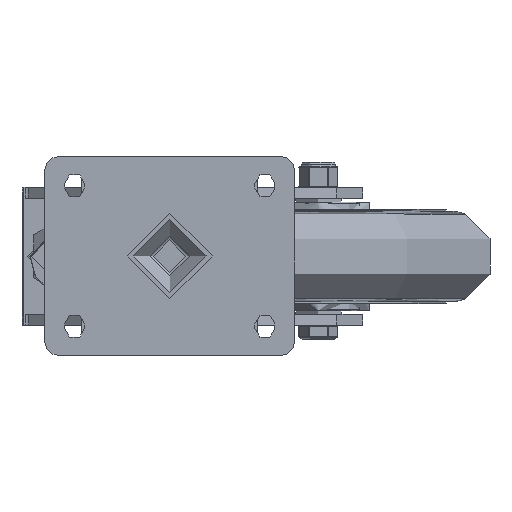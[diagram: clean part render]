
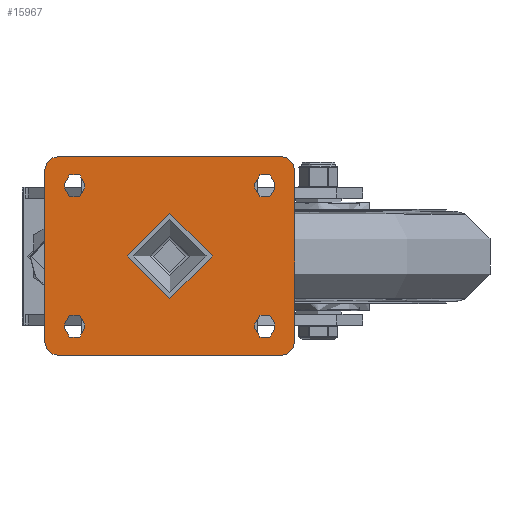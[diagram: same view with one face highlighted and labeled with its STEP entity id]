
A CAD part, top view. The second image highlights one B-rep face of the part: STEP entity #15967.
In plain terms, the highlighted planar face has unit normal (0, 0, 1).
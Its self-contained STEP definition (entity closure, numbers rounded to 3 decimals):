
#1450=FACE_BOUND('',#3088,.T.);
#1451=FACE_BOUND('',#3089,.T.);
#1452=FACE_BOUND('',#3090,.T.);
#1453=FACE_BOUND('',#3091,.T.);
#1454=FACE_BOUND('',#3092,.T.);
#1642=PLANE('',#17302);
#2095=FACE_OUTER_BOUND('',#3087,.T.);
#3087=EDGE_LOOP('',(#11005,#11006,#11007,#11008,#11009,#11010,#11011,#11012));
#3088=EDGE_LOOP('',(#11013));
#3089=EDGE_LOOP('',(#11014,#11015,#11016,#11017));
#3090=EDGE_LOOP('',(#11018,#11019,#11020,#11021));
#3091=EDGE_LOOP('',(#11022,#11023,#11024,#11025));
#3092=EDGE_LOOP('',(#11026,#11027,#11028,#11029));
#4225=LINE('',#22876,#5207);
#4229=LINE('',#22885,#5211);
#4232=LINE('',#22893,#5214);
#4235=LINE('',#22901,#5217);
#4239=LINE('',#22913,#5221);
#4241=LINE('',#22919,#5223);
#4245=LINE('',#22929,#5227);
#4247=LINE('',#22935,#5229);
#4251=LINE('',#22945,#5233);
#4253=LINE('',#22951,#5235);
#4257=LINE('',#22961,#5239);
#4259=LINE('',#22967,#5241);
#5207=VECTOR('',#18858,1000.);
#5211=VECTOR('',#18868,1000.);
#5214=VECTOR('',#18877,1000.);
#5217=VECTOR('',#18886,1000.);
#5221=VECTOR('',#18900,1000.);
#5223=VECTOR('',#18908,1000.);
#5227=VECTOR('',#18918,1000.);
#5229=VECTOR('',#18926,1000.);
#5233=VECTOR('',#18936,1000.);
#5235=VECTOR('',#18944,1000.);
#5239=VECTOR('',#18954,1000.);
#5241=VECTOR('',#18962,1000.);
#6179=CIRCLE('',#17234,23.5);
#6201=CIRCLE('',#17268,8.);
#6202=CIRCLE('',#17271,8.);
#6203=CIRCLE('',#17274,8.);
#6204=CIRCLE('',#17277,8.);
#6205=CIRCLE('',#17279,5.5);
#6206=CIRCLE('',#17282,5.5);
#6207=CIRCLE('',#17285,5.5);
#6208=CIRCLE('',#17288,5.5);
#6209=CIRCLE('',#17291,5.5);
#6210=CIRCLE('',#17294,5.5);
#6211=CIRCLE('',#17297,5.5);
#6212=CIRCLE('',#17300,5.5);
#6842=VERTEX_POINT('',#22793);
#6874=VERTEX_POINT('',#22873);
#6875=VERTEX_POINT('',#22875);
#6876=VERTEX_POINT('',#22879);
#6877=VERTEX_POINT('',#22883);
#6878=VERTEX_POINT('',#22887);
#6879=VERTEX_POINT('',#22891);
#6880=VERTEX_POINT('',#22895);
#6881=VERTEX_POINT('',#22899);
#6882=VERTEX_POINT('',#22905);
#6883=VERTEX_POINT('',#22907);
#6884=VERTEX_POINT('',#22911);
#6885=VERTEX_POINT('',#22915);
#6886=VERTEX_POINT('',#22921);
#6887=VERTEX_POINT('',#22923);
#6888=VERTEX_POINT('',#22927);
#6889=VERTEX_POINT('',#22931);
#6890=VERTEX_POINT('',#22937);
#6891=VERTEX_POINT('',#22939);
#6892=VERTEX_POINT('',#22943);
#6893=VERTEX_POINT('',#22947);
#6894=VERTEX_POINT('',#22953);
#6895=VERTEX_POINT('',#22955);
#6896=VERTEX_POINT('',#22959);
#6897=VERTEX_POINT('',#22963);
#8434=EDGE_CURVE('',#6842,#6842,#6179,.T.);
#8472=EDGE_CURVE('',#6874,#6875,#4225,.T.);
#8475=EDGE_CURVE('',#6876,#6874,#6201,.T.);
#8477=EDGE_CURVE('',#6877,#6876,#4229,.T.);
#8479=EDGE_CURVE('',#6878,#6877,#6202,.T.);
#8481=EDGE_CURVE('',#6879,#6878,#4232,.T.);
#8483=EDGE_CURVE('',#6880,#6879,#6203,.T.);
#8485=EDGE_CURVE('',#6881,#6880,#4235,.T.);
#8486=EDGE_CURVE('',#6881,#6875,#6204,.T.);
#8488=EDGE_CURVE('',#6883,#6882,#6205,.T.);
#8491=EDGE_CURVE('',#6882,#6884,#4239,.T.);
#8493=EDGE_CURVE('',#6884,#6885,#6206,.T.);
#8494=EDGE_CURVE('',#6885,#6883,#4241,.T.);
#8496=EDGE_CURVE('',#6887,#6886,#6207,.T.);
#8499=EDGE_CURVE('',#6886,#6888,#4245,.T.);
#8501=EDGE_CURVE('',#6888,#6889,#6208,.T.);
#8502=EDGE_CURVE('',#6889,#6887,#4247,.T.);
#8504=EDGE_CURVE('',#6891,#6890,#6209,.T.);
#8507=EDGE_CURVE('',#6890,#6892,#4251,.T.);
#8509=EDGE_CURVE('',#6892,#6893,#6210,.T.);
#8510=EDGE_CURVE('',#6893,#6891,#4253,.T.);
#8512=EDGE_CURVE('',#6895,#6894,#6211,.T.);
#8515=EDGE_CURVE('',#6894,#6896,#4257,.T.);
#8517=EDGE_CURVE('',#6896,#6897,#6212,.T.);
#8518=EDGE_CURVE('',#6897,#6895,#4259,.T.);
#11005=ORIENTED_EDGE('',*,*,#8486,.T.);
#11006=ORIENTED_EDGE('',*,*,#8472,.F.);
#11007=ORIENTED_EDGE('',*,*,#8475,.F.);
#11008=ORIENTED_EDGE('',*,*,#8477,.F.);
#11009=ORIENTED_EDGE('',*,*,#8479,.F.);
#11010=ORIENTED_EDGE('',*,*,#8481,.F.);
#11011=ORIENTED_EDGE('',*,*,#8483,.F.);
#11012=ORIENTED_EDGE('',*,*,#8485,.F.);
#11013=ORIENTED_EDGE('',*,*,#8434,.T.);
#11014=ORIENTED_EDGE('',*,*,#8518,.T.);
#11015=ORIENTED_EDGE('',*,*,#8512,.T.);
#11016=ORIENTED_EDGE('',*,*,#8515,.T.);
#11017=ORIENTED_EDGE('',*,*,#8517,.T.);
#11018=ORIENTED_EDGE('',*,*,#8510,.T.);
#11019=ORIENTED_EDGE('',*,*,#8504,.T.);
#11020=ORIENTED_EDGE('',*,*,#8507,.T.);
#11021=ORIENTED_EDGE('',*,*,#8509,.T.);
#11022=ORIENTED_EDGE('',*,*,#8502,.T.);
#11023=ORIENTED_EDGE('',*,*,#8496,.T.);
#11024=ORIENTED_EDGE('',*,*,#8499,.T.);
#11025=ORIENTED_EDGE('',*,*,#8501,.T.);
#11026=ORIENTED_EDGE('',*,*,#8494,.T.);
#11027=ORIENTED_EDGE('',*,*,#8488,.T.);
#11028=ORIENTED_EDGE('',*,*,#8491,.T.);
#11029=ORIENTED_EDGE('',*,*,#8493,.T.);
#15967=ADVANCED_FACE('',(#2095,#1450,#1451,#1452,#1453,#1454),#1642,.T.);
#17234=AXIS2_PLACEMENT_3D('',#22794,#18776,#18777);
#17268=AXIS2_PLACEMENT_3D('',#22881,#18863,#18864);
#17271=AXIS2_PLACEMENT_3D('',#22889,#18872,#18873);
#17274=AXIS2_PLACEMENT_3D('',#22897,#18881,#18882);
#17277=AXIS2_PLACEMENT_3D('',#22903,#18889,#18890);
#17279=AXIS2_PLACEMENT_3D('',#22908,#18894,#18895);
#17282=AXIS2_PLACEMENT_3D('',#22917,#18904,#18905);
#17285=AXIS2_PLACEMENT_3D('',#22924,#18912,#18913);
#17288=AXIS2_PLACEMENT_3D('',#22933,#18922,#18923);
#17291=AXIS2_PLACEMENT_3D('',#22940,#18930,#18931);
#17294=AXIS2_PLACEMENT_3D('',#22949,#18940,#18941);
#17297=AXIS2_PLACEMENT_3D('',#22956,#18948,#18949);
#17300=AXIS2_PLACEMENT_3D('',#22965,#18958,#18959);
#17302=AXIS2_PLACEMENT_3D('',#22968,#18963,#18964);
#18776=DIRECTION('center_axis',(0.,0.,-1.));
#18777=DIRECTION('ref_axis',(-1.,0.,0.));
#18858=DIRECTION('',(-1.,0.,0.));
#18863=DIRECTION('center_axis',(0.,0.,-1.));
#18864=DIRECTION('ref_axis',(1.,0.,0.));
#18868=DIRECTION('',(0.,-1.,0.));
#18872=DIRECTION('center_axis',(0.,0.,-1.));
#18873=DIRECTION('ref_axis',(0.,1.,0.));
#18877=DIRECTION('',(1.,0.,0.));
#18881=DIRECTION('center_axis',(0.,0.,-1.));
#18882=DIRECTION('ref_axis',(-1.,0.,0.));
#18886=DIRECTION('',(0.,1.,0.));
#18889=DIRECTION('center_axis',(0.,0.,1.));
#18890=DIRECTION('ref_axis',(-1.,0.,0.));
#18894=DIRECTION('center_axis',(0.,0.,-1.));
#18895=DIRECTION('ref_axis',(1.,0.,0.));
#18900=DIRECTION('',(0.,-1.,0.));
#18904=DIRECTION('center_axis',(0.,0.,-1.));
#18905=DIRECTION('ref_axis',(1.,0.,0.));
#18908=DIRECTION('',(0.,1.,0.));
#18912=DIRECTION('center_axis',(0.,0.,-1.));
#18913=DIRECTION('ref_axis',(1.,0.,0.));
#18918=DIRECTION('',(0.,1.,0.));
#18922=DIRECTION('center_axis',(0.,0.,-1.));
#18923=DIRECTION('ref_axis',(1.,0.,0.));
#18926=DIRECTION('',(0.,-1.,0.));
#18930=DIRECTION('center_axis',(0.,0.,-1.));
#18931=DIRECTION('ref_axis',(-1.,0.,0.));
#18936=DIRECTION('',(0.,-1.,0.));
#18940=DIRECTION('center_axis',(0.,0.,-1.));
#18941=DIRECTION('ref_axis',(-1.,0.,0.));
#18944=DIRECTION('',(0.,1.,0.));
#18948=DIRECTION('center_axis',(0.,0.,-1.));
#18949=DIRECTION('ref_axis',(-1.,0.,0.));
#18954=DIRECTION('',(0.,1.,0.));
#18958=DIRECTION('center_axis',(0.,0.,-1.));
#18959=DIRECTION('ref_axis',(-1.,0.,0.));
#18962=DIRECTION('',(0.,-1.,0.));
#18963=DIRECTION('center_axis',(0.,0.,1.));
#18964=DIRECTION('ref_axis',(1.,0.,0.));
#22793=CARTESIAN_POINT('',(23.5,0.,0.));
#22794=CARTESIAN_POINT('Origin',(0.,0.,0.));
#22873=CARTESIAN_POINT('',(61.,-55.,0.));
#22875=CARTESIAN_POINT('',(-61.,-55.,0.));
#22876=CARTESIAN_POINT('',(61.,-55.,0.));
#22879=CARTESIAN_POINT('',(69.,-47.,0.));
#22881=CARTESIAN_POINT('Origin',(61.,-47.,0.));
#22883=CARTESIAN_POINT('',(69.,47.,0.));
#22885=CARTESIAN_POINT('',(69.,47.,0.));
#22887=CARTESIAN_POINT('',(61.,55.,0.));
#22889=CARTESIAN_POINT('Origin',(61.,47.,0.));
#22891=CARTESIAN_POINT('',(-61.,55.,0.));
#22893=CARTESIAN_POINT('',(-61.,55.,0.));
#22895=CARTESIAN_POINT('',(-69.,47.,0.));
#22897=CARTESIAN_POINT('Origin',(-61.,47.,0.));
#22899=CARTESIAN_POINT('',(-69.,-47.,0.));
#22901=CARTESIAN_POINT('',(-69.,-47.,0.));
#22903=CARTESIAN_POINT('Origin',(-61.,-47.,0.));
#22905=CARTESIAN_POINT('',(-47.,40.,0.));
#22907=CARTESIAN_POINT('',(-58.,40.,0.));
#22908=CARTESIAN_POINT('Origin',(-52.5,40.,0.));
#22911=CARTESIAN_POINT('',(-47.,37.5,0.));
#22913=CARTESIAN_POINT('',(-47.,40.,0.));
#22915=CARTESIAN_POINT('',(-58.,37.5,0.));
#22917=CARTESIAN_POINT('Origin',(-52.5,37.5,0.));
#22919=CARTESIAN_POINT('',(-58.,40.,0.));
#22921=CARTESIAN_POINT('',(-58.,-40.,0.));
#22923=CARTESIAN_POINT('',(-47.,-40.,0.));
#22924=CARTESIAN_POINT('Origin',(-52.5,-40.,0.));
#22927=CARTESIAN_POINT('',(-58.,-37.5,0.));
#22929=CARTESIAN_POINT('',(-58.,-40.,0.));
#22931=CARTESIAN_POINT('',(-47.,-37.5,0.));
#22933=CARTESIAN_POINT('Origin',(-52.5,-37.5,0.));
#22935=CARTESIAN_POINT('',(-47.,-40.,0.));
#22937=CARTESIAN_POINT('',(58.,40.,0.));
#22939=CARTESIAN_POINT('',(47.,40.,0.));
#22940=CARTESIAN_POINT('Origin',(52.5,40.,0.));
#22943=CARTESIAN_POINT('',(58.,37.5,0.));
#22945=CARTESIAN_POINT('',(58.,40.,0.));
#22947=CARTESIAN_POINT('',(47.,37.5,0.));
#22949=CARTESIAN_POINT('Origin',(52.5,37.5,0.));
#22951=CARTESIAN_POINT('',(47.,40.,0.));
#22953=CARTESIAN_POINT('',(47.,-40.,0.));
#22955=CARTESIAN_POINT('',(58.,-40.,0.));
#22956=CARTESIAN_POINT('Origin',(52.5,-40.,0.));
#22959=CARTESIAN_POINT('',(47.,-37.5,0.));
#22961=CARTESIAN_POINT('',(47.,-40.,0.));
#22963=CARTESIAN_POINT('',(58.,-37.5,0.));
#22965=CARTESIAN_POINT('Origin',(52.5,-37.5,0.));
#22967=CARTESIAN_POINT('',(58.,-40.,0.));
#22968=CARTESIAN_POINT('Origin',(0.,0.,0.));
